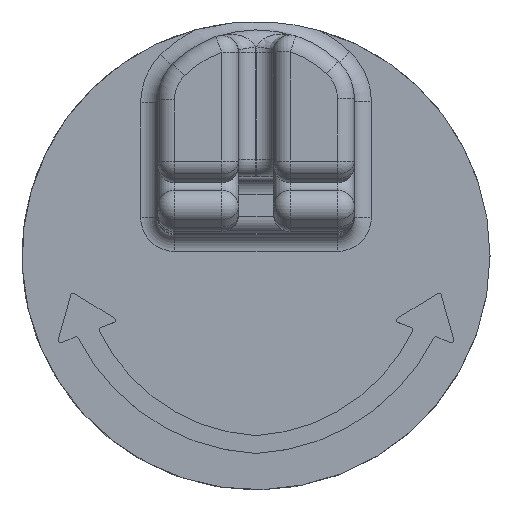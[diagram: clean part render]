
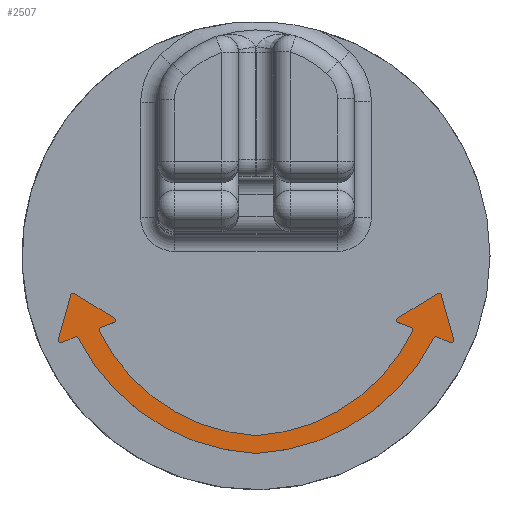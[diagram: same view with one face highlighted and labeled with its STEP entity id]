
A CAD part, top view. The second image highlights one B-rep face of the part: STEP entity #2507.
In plain terms, the highlighted planar face has unit normal (0, 0, 1).
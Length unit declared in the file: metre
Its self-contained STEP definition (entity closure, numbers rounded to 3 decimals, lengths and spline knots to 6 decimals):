
#193=CIRCLE('',#2794,0.021906);
#194=CIRCLE('',#2796,0.021906);
#195=CIRCLE('',#2802,0.024871);
#196=CIRCLE('',#2804,0.024871);
#197=CIRCLE('',#2810,0.0003);
#198=CIRCLE('',#2811,0.0003);
#199=CIRCLE('',#2812,0.0003);
#200=CIRCLE('',#2813,0.0003);
#201=CIRCLE('',#2814,0.0003);
#202=CIRCLE('',#2815,0.0003);
#203=CIRCLE('',#2816,0.0003);
#204=CIRCLE('',#2817,0.0003);
#205=CIRCLE('',#2818,0.0003);
#206=CIRCLE('',#2819,0.0003);
#207=CIRCLE('',#2820,0.0003);
#208=CIRCLE('',#2821,0.0003);
#782=ORIENTED_EDGE('',*,*,#1401,.F.);
#783=ORIENTED_EDGE('',*,*,#1406,.T.);
#784=ORIENTED_EDGE('',*,*,#1404,.F.);
#785=ORIENTED_EDGE('',*,*,#1407,.T.);
#786=ORIENTED_EDGE('',*,*,#1370,.F.);
#787=ORIENTED_EDGE('',*,*,#1408,.T.);
#788=ORIENTED_EDGE('',*,*,#1373,.T.);
#789=ORIENTED_EDGE('',*,*,#1409,.T.);
#790=ORIENTED_EDGE('',*,*,#1376,.T.);
#791=ORIENTED_EDGE('',*,*,#1410,.T.);
#792=ORIENTED_EDGE('',*,*,#1380,.T.);
#793=ORIENTED_EDGE('',*,*,#1411,.T.);
#794=ORIENTED_EDGE('',*,*,#1382,.T.);
#795=ORIENTED_EDGE('',*,*,#1412,.T.);
#796=ORIENTED_EDGE('',*,*,#1386,.T.);
#797=ORIENTED_EDGE('',*,*,#1413,.T.);
#798=ORIENTED_EDGE('',*,*,#1389,.F.);
#799=ORIENTED_EDGE('',*,*,#1414,.T.);
#800=ORIENTED_EDGE('',*,*,#1392,.T.);
#801=ORIENTED_EDGE('',*,*,#1415,.T.);
#802=ORIENTED_EDGE('',*,*,#1394,.F.);
#803=ORIENTED_EDGE('',*,*,#1416,.T.);
#804=ORIENTED_EDGE('',*,*,#1398,.F.);
#805=ORIENTED_EDGE('',*,*,#1417,.T.);
#1370=EDGE_CURVE('',#1679,#1680,#193,.T.);
#1373=EDGE_CURVE('',#1681,#1682,#194,.T.);
#1376=EDGE_CURVE('',#1683,#1684,#1847,.T.);
#1380=EDGE_CURVE('',#1686,#1685,#1851,.T.);
#1382=EDGE_CURVE('',#1687,#1688,#1853,.T.);
#1386=EDGE_CURVE('',#1690,#1689,#1857,.T.);
#1389=EDGE_CURVE('',#1691,#1692,#195,.T.);
#1392=EDGE_CURVE('',#1694,#1693,#196,.T.);
#1394=EDGE_CURVE('',#1695,#1696,#1863,.T.);
#1398=EDGE_CURVE('',#1697,#1698,#1867,.T.);
#1401=EDGE_CURVE('',#1699,#1700,#1870,.T.);
#1404=EDGE_CURVE('',#1701,#1702,#1873,.T.);
#1406=EDGE_CURVE('',#1699,#1702,#197,.T.);
#1407=EDGE_CURVE('',#1701,#1680,#198,.F.);
#1408=EDGE_CURVE('',#1679,#1681,#199,.F.);
#1409=EDGE_CURVE('',#1682,#1683,#200,.F.);
#1410=EDGE_CURVE('',#1684,#1686,#201,.T.);
#1411=EDGE_CURVE('',#1685,#1687,#202,.T.);
#1412=EDGE_CURVE('',#1688,#1690,#203,.T.);
#1413=EDGE_CURVE('',#1689,#1692,#204,.F.);
#1414=EDGE_CURVE('',#1691,#1694,#205,.T.);
#1415=EDGE_CURVE('',#1693,#1696,#206,.F.);
#1416=EDGE_CURVE('',#1695,#1698,#207,.T.);
#1417=EDGE_CURVE('',#1697,#1700,#208,.T.);
#1679=VERTEX_POINT('',#4335);
#1680=VERTEX_POINT('',#4336);
#1681=VERTEX_POINT('',#4341);
#1682=VERTEX_POINT('',#4342);
#1683=VERTEX_POINT('',#4347);
#1684=VERTEX_POINT('',#4348);
#1685=VERTEX_POINT('',#4353);
#1686=VERTEX_POINT('',#4355);
#1687=VERTEX_POINT('',#4359);
#1688=VERTEX_POINT('',#4360);
#1689=VERTEX_POINT('',#4365);
#1690=VERTEX_POINT('',#4367);
#1691=VERTEX_POINT('',#4371);
#1692=VERTEX_POINT('',#4373);
#1693=VERTEX_POINT('',#4377);
#1694=VERTEX_POINT('',#4379);
#1695=VERTEX_POINT('',#4383);
#1696=VERTEX_POINT('',#4384);
#1697=VERTEX_POINT('',#4389);
#1698=VERTEX_POINT('',#4391);
#1699=VERTEX_POINT('',#4395);
#1700=VERTEX_POINT('',#4397);
#1701=VERTEX_POINT('',#4401);
#1702=VERTEX_POINT('',#4403);
#1847=LINE('',#4346,#2005);
#1851=LINE('',#4354,#2009);
#1853=LINE('',#4358,#2011);
#1857=LINE('',#4366,#2015);
#1863=LINE('',#4382,#2021);
#1867=LINE('',#4390,#2025);
#1870=LINE('',#4396,#2028);
#1873=LINE('',#4402,#2031);
#2005=VECTOR('',#3460,1.);
#2009=VECTOR('',#3466,1.);
#2011=VECTOR('',#3470,1.);
#2015=VECTOR('',#3476,1.);
#2021=VECTOR('',#3492,1.);
#2025=VECTOR('',#3498,1.);
#2028=VECTOR('',#3503,1.);
#2031=VECTOR('',#3508,1.);
#2140=EDGE_LOOP('',(#782,#783,#784,#785,#786,#787,#788,#789,#790,#791,#792,
#793,#794,#795,#796,#797,#798,#799,#800,#801,#802,#803,#804,#805));
#2309=FACE_BOUND('',#2140,.T.);
#2417=PLANE('',#2809);
#2507=ADVANCED_FACE('',(#2309),#2417,.T.);
#2794=AXIS2_PLACEMENT_3D('',#4334,#3448,#3449);
#2796=AXIS2_PLACEMENT_3D('',#4340,#3454,#3455);
#2802=AXIS2_PLACEMENT_3D('',#4372,#3481,#3482);
#2804=AXIS2_PLACEMENT_3D('',#4378,#3487,#3488);
#2809=AXIS2_PLACEMENT_3D('',#4405,#3510,#3511);
#2810=AXIS2_PLACEMENT_3D('',#4406,#3512,#3513);
#2811=AXIS2_PLACEMENT_3D('',#4407,#3514,#3515);
#2812=AXIS2_PLACEMENT_3D('',#4408,#3516,#3517);
#2813=AXIS2_PLACEMENT_3D('',#4409,#3518,#3519);
#2814=AXIS2_PLACEMENT_3D('',#4410,#3520,#3521);
#2815=AXIS2_PLACEMENT_3D('',#4411,#3522,#3523);
#2816=AXIS2_PLACEMENT_3D('',#4412,#3524,#3525);
#2817=AXIS2_PLACEMENT_3D('',#4413,#3526,#3527);
#2818=AXIS2_PLACEMENT_3D('',#4414,#3528,#3529);
#2819=AXIS2_PLACEMENT_3D('',#4415,#3530,#3531);
#2820=AXIS2_PLACEMENT_3D('',#4416,#3532,#3533);
#2821=AXIS2_PLACEMENT_3D('',#4417,#3534,#3535);
#3448=DIRECTION('',(0.,0.,1.));
#3449=DIRECTION('',(1.,0.,0.));
#3454=DIRECTION('',(0.,0.,-1.));
#3455=DIRECTION('',(1.,0.,0.));
#3460=DIRECTION('',(0.933,0.359,0.));
#3466=DIRECTION('',(-0.853,0.521,0.));
#3470=DIRECTION('',(-0.267,-0.964,0.));
#3476=DIRECTION('',(0.917,0.4,0.));
#3481=DIRECTION('',(0.,0.,-1.));
#3482=DIRECTION('',(1.,0.,0.));
#3487=DIRECTION('',(0.,0.,1.));
#3488=DIRECTION('',(1.,0.,0.));
#3492=DIRECTION('',(-0.917,0.4,0.));
#3498=DIRECTION('',(0.267,-0.964,0.));
#3503=DIRECTION('',(0.853,0.521,0.));
#3508=DIRECTION('',(-0.933,0.359,0.));
#3510=DIRECTION('',(0.,0.,1.));
#3511=DIRECTION('',(1.,0.,0.));
#3512=DIRECTION('',(0.,0.,1.));
#3513=DIRECTION('',(1.,0.,0.));
#3514=DIRECTION('',(0.,0.,1.));
#3515=DIRECTION('',(1.,0.,0.));
#3516=DIRECTION('',(0.,0.,1.));
#3517=DIRECTION('',(1.,0.,0.));
#3518=DIRECTION('',(0.,0.,1.));
#3519=DIRECTION('',(1.,0.,0.));
#3520=DIRECTION('',(0.,0.,1.));
#3521=DIRECTION('',(1.,0.,0.));
#3522=DIRECTION('',(0.,0.,1.));
#3523=DIRECTION('',(1.,0.,0.));
#3524=DIRECTION('',(0.,0.,1.));
#3525=DIRECTION('',(1.,0.,0.));
#3526=DIRECTION('',(0.,0.,1.));
#3527=DIRECTION('',(1.,0.,0.));
#3528=DIRECTION('',(0.,0.,1.));
#3529=DIRECTION('',(1.,0.,0.));
#3530=DIRECTION('',(0.,0.,1.));
#3531=DIRECTION('',(1.,0.,0.));
#3532=DIRECTION('',(0.,0.,1.));
#3533=DIRECTION('',(1.,0.,0.));
#3534=DIRECTION('',(0.,0.,1.));
#3535=DIRECTION('',(1.,0.,0.));
#4334=CARTESIAN_POINT('',(-0.001248,0.000632,0.022));
#4335=CARTESIAN_POINT('',(0.000017,-0.021238,0.022));
#4336=CARTESIAN_POINT('',(0.018475,-0.008901,0.022));
#4340=CARTESIAN_POINT('',(0.001248,0.000632,0.022));
#4341=CARTESIAN_POINT('',(-0.000017,-0.021238,0.022));
#4342=CARTESIAN_POINT('',(-0.018475,-0.008901,0.022));
#4346=CARTESIAN_POINT('',(-0.017407,-0.008142,0.022));
#4347=CARTESIAN_POINT('',(-0.018313,-0.008491,0.022));
#4348=CARTESIAN_POINT('',(-0.016768,-0.007897,0.022));
#4353=CARTESIAN_POINT('',(-0.021433,-0.00448,0.022));
#4354=CARTESIAN_POINT('',(-0.018986,-0.005975,0.022));
#4355=CARTESIAN_POINT('',(-0.016719,-0.007361,0.022));
#4358=CARTESIAN_POINT('',(-0.022639,-0.007399,0.022));
#4359=CARTESIAN_POINT('',(-0.021879,-0.004656,0.022));
#4360=CARTESIAN_POINT('',(-0.023338,-0.00992,0.022));
#4365=CARTESIAN_POINT('',(-0.021353,-0.009588,0.022));
#4366=CARTESIAN_POINT('',(-0.022299,-0.01,0.022));
#4367=CARTESIAN_POINT('',(-0.022929,-0.010275,0.022));
#4371=CARTESIAN_POINT('',(-0.000015,-0.023343,0.022));
#4372=CARTESIAN_POINT('',(0.00123,0.001497,0.022));
#4373=CARTESIAN_POINT('',(-0.020965,-0.009727,0.022));
#4377=CARTESIAN_POINT('',(0.020965,-0.009727,0.022));
#4378=CARTESIAN_POINT('',(-0.00123,0.001497,0.022));
#4379=CARTESIAN_POINT('',(0.000015,-0.023343,0.022));
#4382=CARTESIAN_POINT('',(0.022299,-0.01,0.022));
#4383=CARTESIAN_POINT('',(0.022929,-0.010275,0.022));
#4384=CARTESIAN_POINT('',(0.021353,-0.009588,0.022));
#4389=CARTESIAN_POINT('',(0.021879,-0.004656,0.022));
#4390=CARTESIAN_POINT('',(0.022639,-0.007399,0.022));
#4391=CARTESIAN_POINT('',(0.023338,-0.00992,0.022));
#4395=CARTESIAN_POINT('',(0.016719,-0.007361,0.022));
#4396=CARTESIAN_POINT('',(0.018986,-0.005975,0.022));
#4397=CARTESIAN_POINT('',(0.021433,-0.00448,0.022));
#4401=CARTESIAN_POINT('',(0.018313,-0.008491,0.022));
#4402=CARTESIAN_POINT('',(0.017407,-0.008142,0.022));
#4403=CARTESIAN_POINT('',(0.016768,-0.007897,0.022));
#4405=CARTESIAN_POINT('',(0.,-0.000467,0.022));
#4406=CARTESIAN_POINT('',(0.016876,-0.007617,0.022));
#4407=CARTESIAN_POINT('',(0.018205,-0.008771,0.022));
#4408=CARTESIAN_POINT('',(0.,-0.020938,0.022));
#4409=CARTESIAN_POINT('',(-0.018205,-0.008771,0.022));
#4410=CARTESIAN_POINT('',(-0.016876,-0.007617,0.022));
#4411=CARTESIAN_POINT('',(-0.02159,-0.004736,0.022));
#4412=CARTESIAN_POINT('',(-0.023049,-0.01,0.022));
#4413=CARTESIAN_POINT('',(-0.021233,-0.009863,0.022));
#4414=CARTESIAN_POINT('',(0.,-0.023044,0.022));
#4415=CARTESIAN_POINT('',(0.021233,-0.009863,0.022));
#4416=CARTESIAN_POINT('',(0.023049,-0.01,0.022));
#4417=CARTESIAN_POINT('',(0.02159,-0.004736,0.022));
